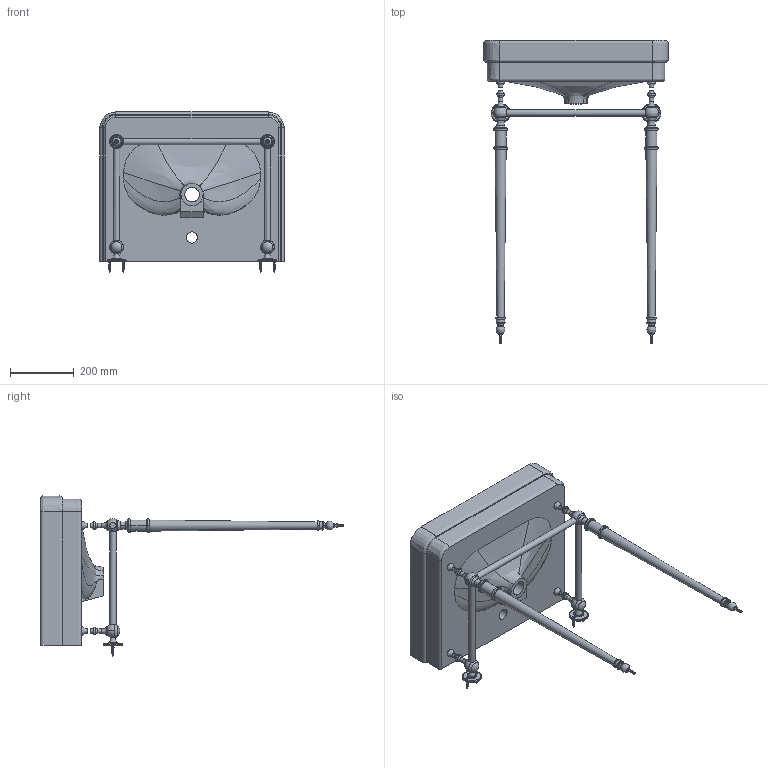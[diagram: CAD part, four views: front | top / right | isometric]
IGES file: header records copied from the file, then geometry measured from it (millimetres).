
Global section: file name: 2701 with T62; native system: AutoCAD 2018 - 简体中文 (Simplified Chinese),62HAuto; preprocessor: desk Translation Framework DWG producer (atf_dwg_producer); organization: unknown; date: 20210722.145051; units: millimetre
Bounding box: 580.37 x 954.95 x 503.88 mm (x, y, z)
Volume: 26565298.7 mm3; surface area: 1175790.7 mm2
Topology: 9 solids, 12 shells, 605 faces, 4636 edges, 4407 vertices
Faces by surface type: revolution 381, bspline 224
